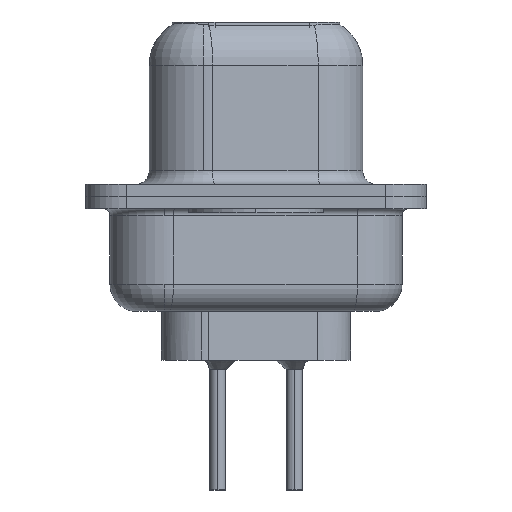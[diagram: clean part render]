
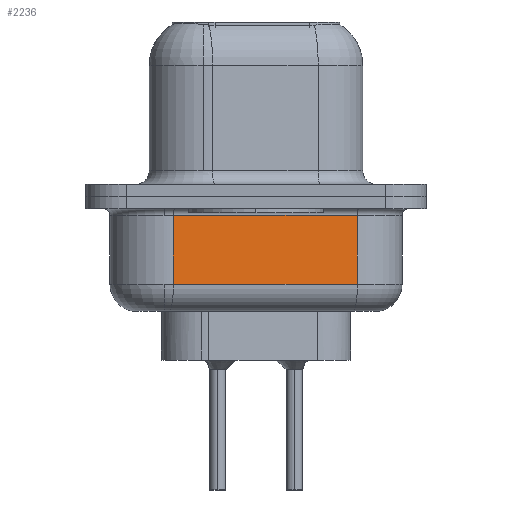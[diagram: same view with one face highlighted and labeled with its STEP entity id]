
A CAD part, left-side view. The second image highlights one B-rep face of the part: STEP entity #2236.
In plain terms, the highlighted planar face has unit normal (-0.985, -0.174, 0).
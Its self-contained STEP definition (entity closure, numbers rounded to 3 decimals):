
#519 = EDGE_CURVE ( 'NONE', #9762, #665, #14186, .T. ) ;
#665 = VERTEX_POINT ( 'NONE', #5296 ) ;
#889 = VECTOR ( 'NONE', #5517, 1000. ) ;
#1034 = CARTESIAN_POINT ( 'NONE',  ( 2.875, 3.053, -0.7 ) ) ;
#1163 = ORIENTED_EDGE ( 'NONE', *, *, #11604, .T. ) ;
#1169 = PLANE ( 'NONE',  #15280 ) ;
#1366 = CARTESIAN_POINT ( 'NONE',  ( 2.875, 3.053, -3.25 ) ) ;
#2236 = ADVANCED_FACE ( 'NONE', ( #4465 ), #1169, .F. ) ;
#3259 = VECTOR ( 'NONE', #8750, 1000. ) ;
#3386 = VECTOR ( 'NONE', #14166, 1000. ) ;
#3666 = VERTEX_POINT ( 'NONE', #14074 ) ;
#4369 = DIRECTION ( 'NONE',  ( -0.174, 0.985, 0. ) ) ;
#4465 = FACE_OUTER_BOUND ( 'NONE', #16341, .T. ) ;
#4685 = LINE ( 'NONE', #6095, #3386 ) ;
#5296 = CARTESIAN_POINT ( 'NONE',  ( 4.074, -3.747, -3.25 ) ) ;
#5517 = DIRECTION ( 'NONE',  ( 0., 0., 1. ) ) ;
#5968 = CARTESIAN_POINT ( 'NONE',  ( 2.875, 3.053, -4.25 ) ) ;
#6095 = CARTESIAN_POINT ( 'NONE',  ( 2.875, 3.053, -4.25 ) ) ;
#6414 = DIRECTION ( 'NONE',  ( 0.174, -0.985, 0. ) ) ;
#6822 = CARTESIAN_POINT ( 'NONE',  ( 4.074, -3.747, -4.25 ) ) ;
#7242 = CARTESIAN_POINT ( 'NONE',  ( 2.875, 3.053, -0.7 ) ) ;
#7475 = DIRECTION ( 'NONE',  ( 0.985, 0.174, 0. ) ) ;
#8328 = VECTOR ( 'NONE', #6414, 1000. ) ;
#8750 = DIRECTION ( 'NONE',  ( -0.174, 0.985, 0. ) ) ;
#9762 = VERTEX_POINT ( 'NONE', #1366 ) ;
#10843 = CARTESIAN_POINT ( 'NONE',  ( 2.875, 3.053, -3.25 ) ) ;
#11131 = ORIENTED_EDGE ( 'NONE', *, *, #16381, .F. ) ;
#11334 = ORIENTED_EDGE ( 'NONE', *, *, #19631, .T. ) ;
#11604 = EDGE_CURVE ( 'NONE', #3666, #17959, #16520, .T. ) ;
#14074 = CARTESIAN_POINT ( 'NONE',  ( 4.074, -3.747, -0.7 ) ) ;
#14166 = DIRECTION ( 'NONE',  ( 0., 0., 1. ) ) ;
#14186 = LINE ( 'NONE', #10843, #8328 ) ;
#15280 = AXIS2_PLACEMENT_3D ( 'NONE', #5968, #7475, #4369 ) ;
#15941 = ORIENTED_EDGE ( 'NONE', *, *, #519, .T. ) ;
#16108 = LINE ( 'NONE', #6822, #889 ) ;
#16341 = EDGE_LOOP ( 'NONE', ( #11131, #15941, #11334, #1163 ) ) ;
#16381 = EDGE_CURVE ( 'NONE', #9762, #17959, #4685, .T. ) ;
#16520 = LINE ( 'NONE', #7242, #3259 ) ;
#17959 = VERTEX_POINT ( 'NONE', #1034 ) ;
#19631 = EDGE_CURVE ( 'NONE', #665, #3666, #16108, .T. ) ;
